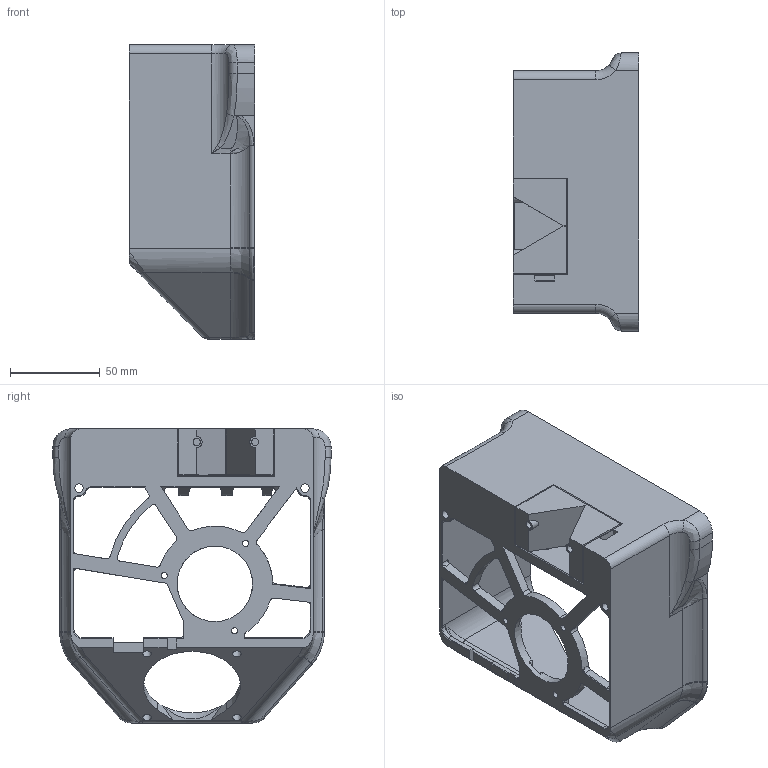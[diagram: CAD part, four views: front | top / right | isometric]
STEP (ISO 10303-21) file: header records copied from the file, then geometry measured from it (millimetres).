
FILE_DESCRIPTION(/* description */ (''),/* implementation_level */ '2;1');
FILE_NAME(/* name */ '',/* time_stamp */ '2025-07-24T19:56:46+03:00',/* author */ (''),/* organization */ (''),/* preprocessor_version */ 'ST-DEVELOPER v20.1',/* originating_system */ 'Autodesk Translation Framework v14.10.0.0',/* authorisation */ '');
FILE_SCHEMA (('AUTOMOTIVE_DESIGN { 1 0 10303 214 3 1 1 }'));
Length unit declared in the file: millimetre
Products named in the file (1): 风扇罩子_默认.STEP_默认
Bounding box: 70 x 154.8 x 163.71 mm (x, y, z)
Volume: 151520.9 mm3; surface area: 114452.4 mm2
Topology: 3 solids, 5 shells, 425 faces, 1167 edges, 738 vertices
Faces by surface type: plane 176, cylinder 164, bspline 62, torus 11, cone 10, sphere 2
Full cylindrical faces by diameter (mm): 3.2 x3, 3.4 x3, 4 x2, 4.7 x8, 6 x2, 14 x1, 42.03 x1
Entity records: 21315 total; most frequent: CARTESIAN_POINT 10556, ORIENTED_EDGE 2322, DIRECTION 2194, EDGE_CURVE 1161, AXIS2_PLACEMENT_3D 784, VERTEX_POINT 738, LINE 626, VECTOR 626
